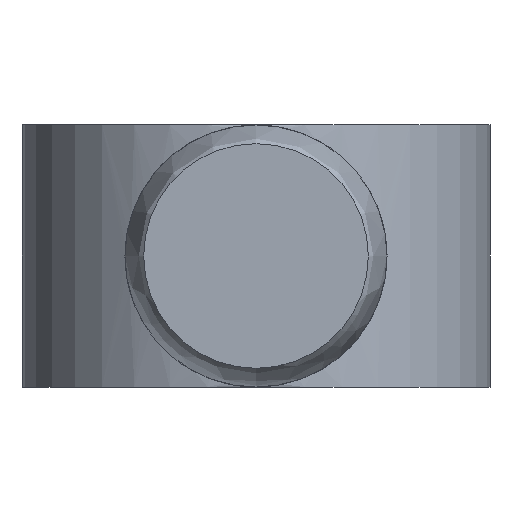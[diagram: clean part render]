
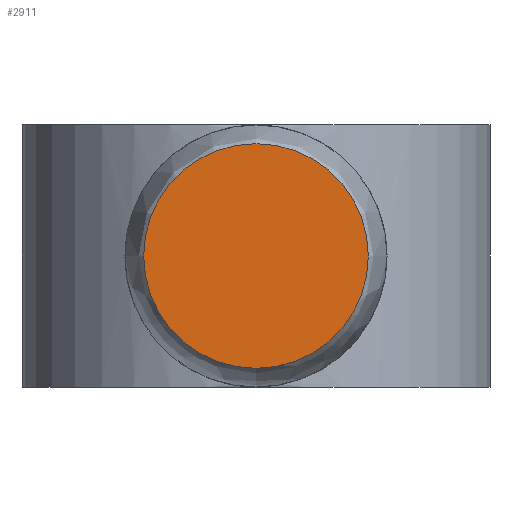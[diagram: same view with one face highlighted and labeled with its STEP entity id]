
A CAD part, left-side view. The second image highlights one B-rep face of the part: STEP entity #2911.
In plain terms, the highlighted planar face has unit normal (-1, 0, 0).
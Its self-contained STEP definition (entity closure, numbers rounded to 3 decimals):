
#37=CIRCLE($,#3019,6.);
#403=FACE_OUTER_BOUND($,#580,.T.);
#580=EDGE_LOOP($,(#2492));
#1352=VERTEX_POINT($,#5116);
#1741=EDGE_CURVE($,#1352,#1352,#37,.T.);
#2492=ORIENTED_EDGE($,*,*,#1741,.F.);
#2640=PLANE($,#3020);
#2911=ADVANCED_FACE($,(#403),#2640,.F.);
#3019=AXIS2_PLACEMENT_3D($,#5117,#3448,#3449);
#3020=AXIS2_PLACEMENT_3D($,#5118,#3450,#3451);
#3448=DIRECTION('center_axis',(1.,0.,0.));
#3449=DIRECTION('ref_axis',(0.,0.,-1.));
#3450=DIRECTION('center_axis',(1.,0.,0.));
#3451=DIRECTION('ref_axis',(0.,0.,-1.));
#5116=CARTESIAN_POINT('',(-114.5,0.,6.));
#5117=CARTESIAN_POINT('Origin',(-114.5,0.,0.));
#5118=CARTESIAN_POINT('Origin',(-114.5,0.,0.));
